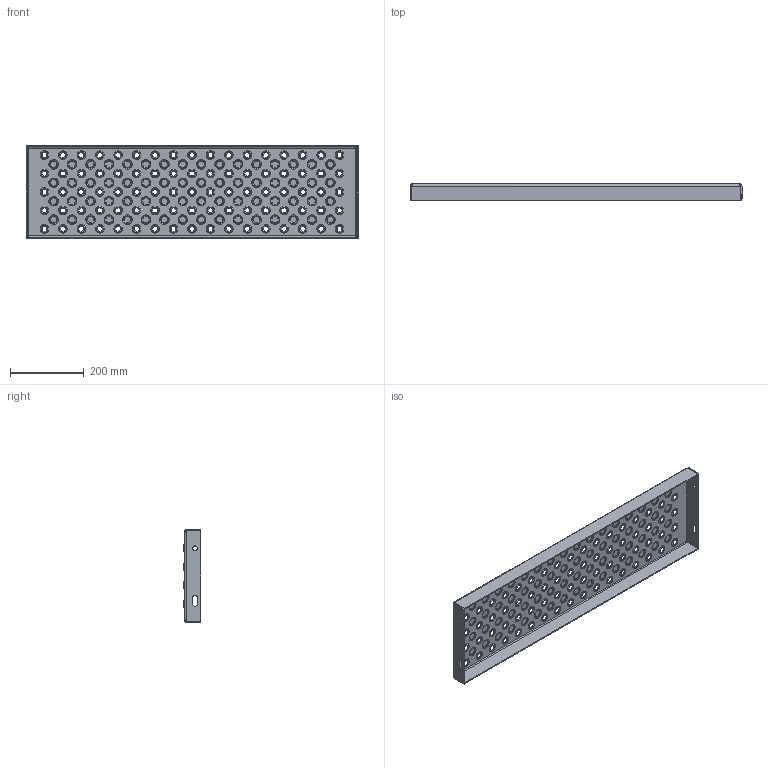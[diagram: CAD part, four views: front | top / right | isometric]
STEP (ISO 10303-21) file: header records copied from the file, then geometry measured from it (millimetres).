
FILE_DESCRIPTION (( 'STEP AP214' ), '1' );
FILE_NAME ('OPTIMO-Tread-Type-G-900x250x45x3-st240-F160080100.STEP', '2021-08-10T11:32:56', ( '' ), ( '' ), 'SwSTEP 2.0', 'SolidWorks 2021', '' );
FILE_SCHEMA (( 'AUTOMOTIVE_DESIGN' ));
Length unit declared in the file: millimetre
Products named in the file (1): OPTIMO-Tread-Type-G-900x250x45x3-st240-F160080100
Bounding box: 900 x 47.01 x 250 mm (x, y, z)
Volume: 918114.4 mm3; surface area: 633287.8 mm2
Topology: 1 solids, 1 shells, 1556 faces, 3906 edges, 2480 vertices
Faces by surface type: cone 766, torus 596, plane 154, cylinder 32, bspline 8
Entity records: 49219 total; most frequent: DIRECTION 10004, CARTESIAN_POINT 8810, ORIENTED_EDGE 7812, AXIS2_PLACEMENT_3D 4577, EDGE_CURVE 3906, CIRCLE 3028, VERTEX_POINT 2480, EDGE_LOOP 1862
